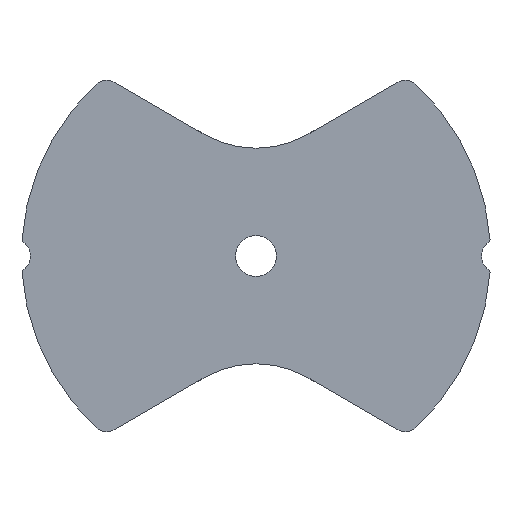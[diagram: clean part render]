
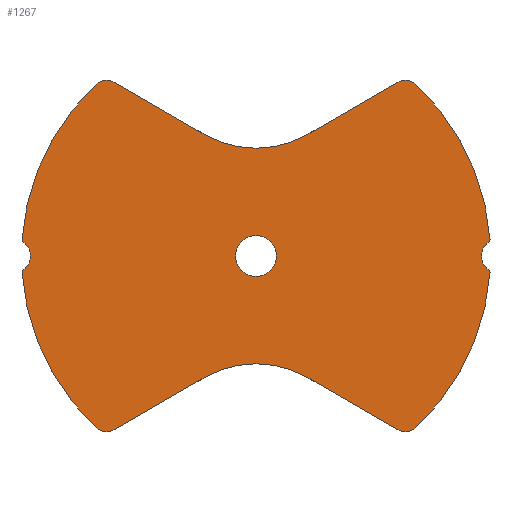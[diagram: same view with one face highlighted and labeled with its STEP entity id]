
A CAD part, front view. The second image highlights one B-rep face of the part: STEP entity #1267.
In plain terms, the highlighted planar face has unit normal (0, -1, 0).
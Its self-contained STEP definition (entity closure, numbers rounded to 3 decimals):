
#1=CARTESIAN_POINT('',(30.676,0.,-2.131));
#2=DIRECTION('',(0.,1.,0.));
#3=DIRECTION('',(0.563,0.,0.826));
#4=AXIS2_PLACEMENT_3D('',#1,#2,#3);
#6=CARTESIAN_POINT('',(0.,0.,0.));
#7=DIRECTION('',(0.,1.,0.));
#8=DIRECTION('',(0.998,0.,-0.069));
#9=AXIS2_PLACEMENT_3D('',#6,#7,#8);
#11=CARTESIAN_POINT('',(19.762,0.,-21.224));
#12=DIRECTION('',(0.,1.,0.));
#13=DIRECTION('',(0.681,0.,-0.732));
#14=AXIS2_PLACEMENT_3D('',#11,#12,#13);
#16=DIRECTION('',(-0.866,0.,0.5));
#17=VECTOR('',#16,13.731);
#18=CARTESIAN_POINT('',(18.762,0.,-22.956));
#19=LINE('',#18,#17);
#20=CARTESIAN_POINT('',(0.,0.,-27.99));
#21=DIRECTION('',(0.,-1.,0.));
#22=DIRECTION('',(0.5,0.,0.866));
#23=AXIS2_PLACEMENT_3D('',#20,#21,#22);
#25=DIRECTION('',(-0.866,0.,-0.5));
#26=VECTOR('',#25,13.731);
#27=CARTESIAN_POINT('',(-6.87,0.,-16.091));
#28=LINE('',#27,#26);
#29=CARTESIAN_POINT('',(-19.762,0.,-21.224));
#30=DIRECTION('',(0.,1.,0.));
#31=DIRECTION('',(0.5,0.,-0.866));
#32=AXIS2_PLACEMENT_3D('',#29,#30,#31);
#34=CARTESIAN_POINT('',(0.,0.,0.));
#35=DIRECTION('',(0.,1.,0.));
#36=DIRECTION('',(-0.681,0.,-0.732));
#37=AXIS2_PLACEMENT_3D('',#34,#35,#36);
#39=CARTESIAN_POINT('',(-30.676,0.,-2.131));
#40=DIRECTION('',(0.,1.,0.));
#41=DIRECTION('',(-0.998,0.,-0.069));
#42=AXIS2_PLACEMENT_3D('',#39,#40,#41);
#44=CARTESIAN_POINT('',(-30.676,0.,2.131));
#45=DIRECTION('',(0.,1.,0.));
#46=DIRECTION('',(-0.563,0.,-0.826));
#47=AXIS2_PLACEMENT_3D('',#44,#45,#46);
#49=CARTESIAN_POINT('',(0.,0.,0.));
#50=DIRECTION('',(0.,1.,0.));
#51=DIRECTION('',(-0.998,0.,0.069));
#52=AXIS2_PLACEMENT_3D('',#49,#50,#51);
#54=CARTESIAN_POINT('',(-19.762,0.,21.224));
#55=DIRECTION('',(0.,1.,0.));
#56=DIRECTION('',(-0.681,0.,0.732));
#57=AXIS2_PLACEMENT_3D('',#54,#55,#56);
#59=DIRECTION('',(0.866,0.,-0.5));
#60=VECTOR('',#59,13.731);
#61=CARTESIAN_POINT('',(-18.762,0.,22.956));
#62=LINE('',#61,#60);
#63=CARTESIAN_POINT('',(0.,0.,27.99));
#64=DIRECTION('',(0.,-1.,0.));
#65=DIRECTION('',(-0.5,0.,-0.866));
#66=AXIS2_PLACEMENT_3D('',#63,#64,#65);
#68=DIRECTION('',(0.866,0.,0.5));
#69=VECTOR('',#68,13.731);
#70=CARTESIAN_POINT('',(6.87,0.,16.091));
#71=LINE('',#70,#69);
#72=CARTESIAN_POINT('',(19.762,0.,21.224));
#73=DIRECTION('',(0.,1.,0.));
#74=DIRECTION('',(-0.5,0.,0.866));
#75=AXIS2_PLACEMENT_3D('',#72,#73,#74);
#77=CARTESIAN_POINT('',(0.,0.,0.));
#78=DIRECTION('',(0.,1.,0.));
#79=DIRECTION('',(0.681,0.,0.732));
#80=AXIS2_PLACEMENT_3D('',#77,#78,#79);
#82=CARTESIAN_POINT('',(30.676,0.,2.131));
#83=DIRECTION('',(0.,1.,0.));
#84=DIRECTION('',(0.998,0.,0.069));
#85=AXIS2_PLACEMENT_3D('',#82,#83,#84);
#87=CARTESIAN_POINT('',(0.,0.,0.));
#88=DIRECTION('',(0.,-1.,0.));
#89=DIRECTION('',(-1.,0.,0.));
#90=AXIS2_PLACEMENT_3D('',#87,#88,#89);
#92=CARTESIAN_POINT('',(0.,0.,0.));
#93=DIRECTION('',(0.,-1.,0.));
#94=DIRECTION('',(1.,0.,0.));
#95=AXIS2_PLACEMENT_3D('',#92,#93,#94);
#106=CARTESIAN_POINT('',(32.129,0.,0.));
#107=DIRECTION('',(0.,1.,0.));
#108=DIRECTION('',(-0.563,0.,-0.826));
#109=AXIS2_PLACEMENT_3D('',#106,#107,#108);
#770=CARTESIAN_POINT('',(-32.129,0.,0.));
#771=DIRECTION('',(0.,1.,0.));
#772=DIRECTION('',(0.563,0.,0.826));
#773=AXIS2_PLACEMENT_3D('',#770,#771,#772);
#1023=CARTESIAN_POINT('',(30.817,0.,-1.924));
#1024=CARTESIAN_POINT('',(30.925,0.,-2.148));
#1025=VERTEX_POINT('',#1023);
#1026=VERTEX_POINT('',#1024);
#1027=CARTESIAN_POINT('',(21.125,0.,-22.688));
#1028=VERTEX_POINT('',#1027);
#1029=CARTESIAN_POINT('',(18.762,0.,-22.956));
#1030=VERTEX_POINT('',#1029);
#1031=CARTESIAN_POINT('',(6.87,0.,-16.091));
#1032=VERTEX_POINT('',#1031);
#1033=CARTESIAN_POINT('',(-6.87,0.,-16.091));
#1034=VERTEX_POINT('',#1033);
#1035=CARTESIAN_POINT('',(-18.762,0.,-22.956));
#1036=VERTEX_POINT('',#1035);
#1037=CARTESIAN_POINT('',(-21.125,0.,-22.688));
#1038=VERTEX_POINT('',#1037);
#1039=CARTESIAN_POINT('',(-30.925,0.,-2.148));
#1040=VERTEX_POINT('',#1039);
#1041=CARTESIAN_POINT('',(-30.817,0.,-1.924));
#1042=VERTEX_POINT('',#1041);
#1043=CARTESIAN_POINT('',(-30.817,0.,1.924));
#1044=CARTESIAN_POINT('',(-30.925,0.,2.148));
#1045=VERTEX_POINT('',#1043);
#1046=VERTEX_POINT('',#1044);
#1047=CARTESIAN_POINT('',(-21.125,0.,22.688));
#1048=VERTEX_POINT('',#1047);
#1049=CARTESIAN_POINT('',(-18.762,0.,22.956));
#1050=VERTEX_POINT('',#1049);
#1051=CARTESIAN_POINT('',(-6.87,0.,16.091));
#1052=VERTEX_POINT('',#1051);
#1053=CARTESIAN_POINT('',(6.87,0.,16.091));
#1054=VERTEX_POINT('',#1053);
#1055=CARTESIAN_POINT('',(18.762,0.,22.956));
#1056=VERTEX_POINT('',#1055);
#1057=CARTESIAN_POINT('',(21.125,0.,22.688));
#1058=VERTEX_POINT('',#1057);
#1059=CARTESIAN_POINT('',(30.925,0.,2.148));
#1060=VERTEX_POINT('',#1059);
#1061=CARTESIAN_POINT('',(30.817,0.,1.924));
#1062=VERTEX_POINT('',#1061);
#1063=CARTESIAN_POINT('',(-2.7,0.,0.));
#1064=CARTESIAN_POINT('',(2.7,0.,0.));
#1065=VERTEX_POINT('',#1063);
#1066=VERTEX_POINT('',#1064);
#1214=CARTESIAN_POINT('',(0.,0.,0.));
#1215=DIRECTION('',(0.,1.,0.));
#1216=DIRECTION('',(1.,0.,0.));
#1217=AXIS2_PLACEMENT_3D('',#1214,#1215,#1216);
#1218=PLANE('',#1217);
#1220=ORIENTED_EDGE('',*,*,#1219,.T.);
#1222=ORIENTED_EDGE('',*,*,#1221,.T.);
#1224=ORIENTED_EDGE('',*,*,#1223,.T.);
#1226=ORIENTED_EDGE('',*,*,#1225,.T.);
#1228=ORIENTED_EDGE('',*,*,#1227,.T.);
#1230=ORIENTED_EDGE('',*,*,#1229,.T.);
#1232=ORIENTED_EDGE('',*,*,#1231,.T.);
#1234=ORIENTED_EDGE('',*,*,#1233,.T.);
#1236=ORIENTED_EDGE('',*,*,#1235,.T.);
#1238=ORIENTED_EDGE('',*,*,#1237,.F.);
#1240=ORIENTED_EDGE('',*,*,#1239,.T.);
#1242=ORIENTED_EDGE('',*,*,#1241,.T.);
#1244=ORIENTED_EDGE('',*,*,#1243,.T.);
#1246=ORIENTED_EDGE('',*,*,#1245,.T.);
#1248=ORIENTED_EDGE('',*,*,#1247,.T.);
#1250=ORIENTED_EDGE('',*,*,#1249,.T.);
#1252=ORIENTED_EDGE('',*,*,#1251,.T.);
#1254=ORIENTED_EDGE('',*,*,#1253,.T.);
#1256=ORIENTED_EDGE('',*,*,#1255,.T.);
#1258=ORIENTED_EDGE('',*,*,#1257,.F.);
#1259=EDGE_LOOP('',(#1220,#1222,#1224,#1226,#1228,#1230,#1232,#1234,#1236,#1238,
#1240,#1242,#1244,#1246,#1248,#1250,#1252,#1254,#1256,#1258));
#1260=FACE_OUTER_BOUND('',#1259,.F.);
#1262=ORIENTED_EDGE('',*,*,#1261,.T.);
#1264=ORIENTED_EDGE('',*,*,#1263,.T.);
#1265=EDGE_LOOP('',(#1262,#1264));
#1266=FACE_BOUND('',#1265,.F.);
#1267=ADVANCED_FACE('',(#1260,#1266),#1218,.F.);
#5=CIRCLE('',#4,0.25);
#10=CIRCLE('',#9,31.);
#15=CIRCLE('',#14,2.);
#24=CIRCLE('',#23,13.74);
#33=CIRCLE('',#32,2.);
#38=CIRCLE('',#37,31.);
#43=CIRCLE('',#42,0.25);
#48=CIRCLE('',#47,0.25);
#53=CIRCLE('',#52,31.);
#58=CIRCLE('',#57,2.);
#67=CIRCLE('',#66,13.74);
#76=CIRCLE('',#75,2.);
#81=CIRCLE('',#80,31.);
#86=CIRCLE('',#85,0.25);
#91=CIRCLE('',#90,2.7);
#96=CIRCLE('',#95,2.7);
#110=CIRCLE('',#109,2.329);
#774=CIRCLE('',#773,2.329);
#1219=EDGE_CURVE('',#1025,#1026,#5,.T.);
#1221=EDGE_CURVE('',#1026,#1028,#10,.T.);
#1223=EDGE_CURVE('',#1028,#1030,#15,.T.);
#1225=EDGE_CURVE('',#1030,#1032,#19,.T.);
#1227=EDGE_CURVE('',#1032,#1034,#24,.T.);
#1229=EDGE_CURVE('',#1034,#1036,#28,.T.);
#1231=EDGE_CURVE('',#1036,#1038,#33,.T.);
#1233=EDGE_CURVE('',#1038,#1040,#38,.T.);
#1235=EDGE_CURVE('',#1040,#1042,#43,.T.);
#1237=EDGE_CURVE('',#1045,#1042,#774,.T.);
#1239=EDGE_CURVE('',#1045,#1046,#48,.T.);
#1241=EDGE_CURVE('',#1046,#1048,#53,.T.);
#1243=EDGE_CURVE('',#1048,#1050,#58,.T.);
#1245=EDGE_CURVE('',#1050,#1052,#62,.T.);
#1247=EDGE_CURVE('',#1052,#1054,#67,.T.);
#1249=EDGE_CURVE('',#1054,#1056,#71,.T.);
#1251=EDGE_CURVE('',#1056,#1058,#76,.T.);
#1253=EDGE_CURVE('',#1058,#1060,#81,.T.);
#1255=EDGE_CURVE('',#1060,#1062,#86,.T.);
#1257=EDGE_CURVE('',#1025,#1062,#110,.T.);
#1261=EDGE_CURVE('',#1065,#1066,#91,.T.);
#1263=EDGE_CURVE('',#1066,#1065,#96,.T.);
